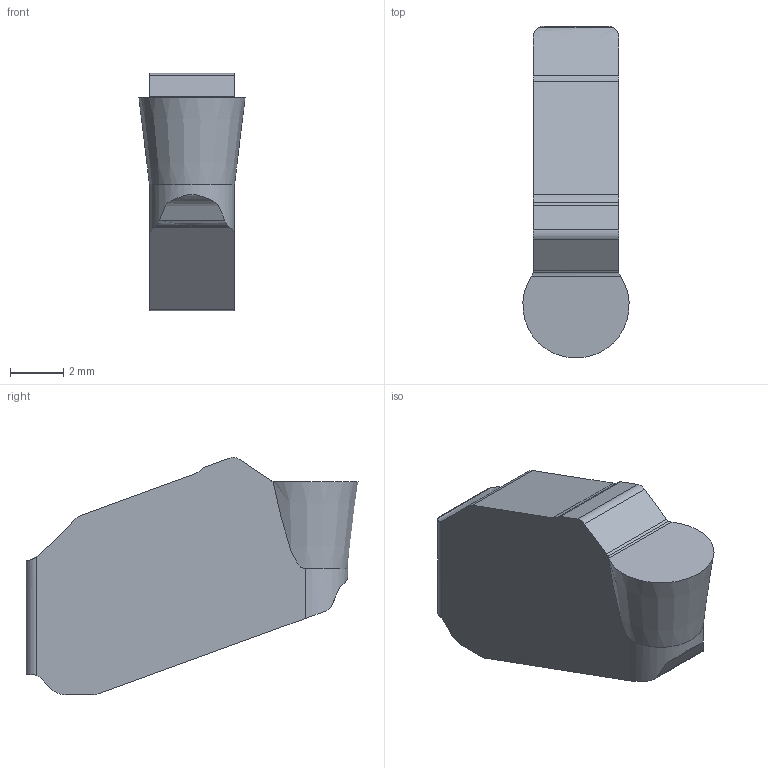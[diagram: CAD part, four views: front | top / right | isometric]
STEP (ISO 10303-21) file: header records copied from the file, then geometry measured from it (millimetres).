
FILE_DESCRIPTION(/* description */ (''),/* implementation_level */ '2;1');
FILE_NAME(/* name */ 'aaa340936_a.stp',/* time_stamp */ '2019-10-09T09:36:39+02:00',/* author */ (''),/* organization */ ('SMS'),/* preprocessor_version */ 'ST-DEVELOPER v16.7',/* originating_system */ 'SIEMENS PLM Software NX 12.0',/* authorisation */ '');
FILE_SCHEMA (('AUTOMOTIVE_DESIGN { 1 0 10303 214 3 1 1 1 }'));
Length unit declared in the file: millimetre
Products named in the file (1): AAA340936_A
Bounding box: 3.99 x 12.49 x 8.93 mm (x, y, z)
Volume: 238.5 mm3; surface area: 257.5 mm2
Topology: 1 solids, 1 shells, 31 faces, 89 edges, 62 vertices
Faces by surface type: plane 11, extrusion 11, cylinder 8, cone 1
Entity records: 1409 total; most frequent: CARTESIAN_POINT 571, ORIENTED_EDGE 176, DIRECTION 136, EDGE_CURVE 88, VERTEX_POINT 59, VECTOR 54, LINE 43, AXIS2_PLACEMENT_3D 41
